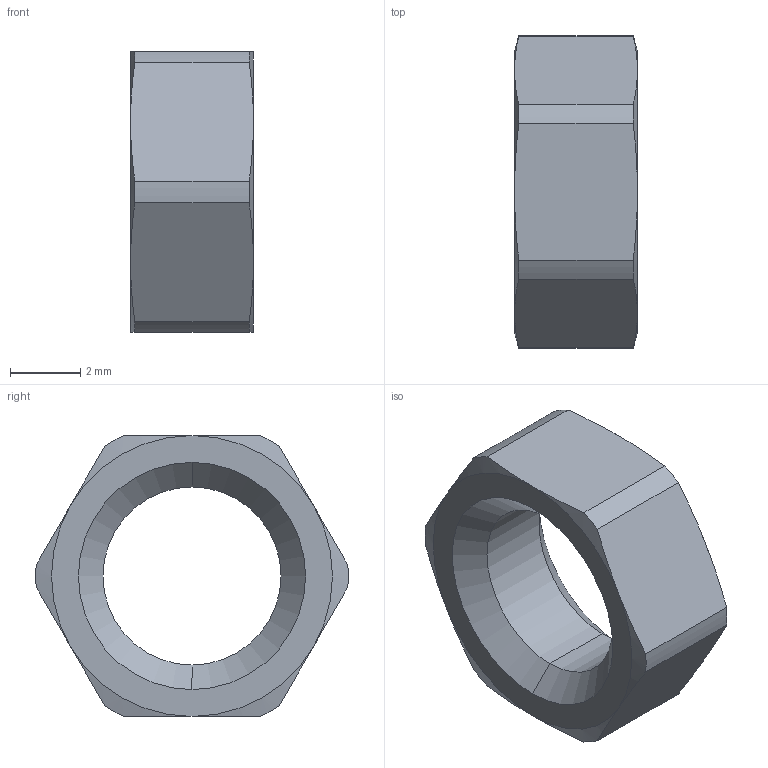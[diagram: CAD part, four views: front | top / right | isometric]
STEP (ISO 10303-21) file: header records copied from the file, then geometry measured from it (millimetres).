
FILE_DESCRIPTION (( 'STEP AP203' ), '1' );
FILE_NAME ('D4306108.STEP', '2015-08-06T07:03:45', ( '' ), ( '' ), 'SwSTEP 2.0', 'SolidWorks 2015', '' );
FILE_SCHEMA (( 'CONFIG_CONTROL_DESIGN' ));
Length unit declared in the file: millimetre
Products named in the file (1): D4306108
Bounding box: 3.5 x 8.9 x 8 mm (x, y, z)
Volume: 113.3 mm3; surface area: 206.3 mm2
Topology: 1 solids, 1 shells, 32 faces, 74 edges, 44 vertices
Faces by surface type: cone 16, cylinder 8, plane 8
Entity records: 1007 total; most frequent: CARTESIAN_POINT 223, ORIENTED_EDGE 148, DIRECTION 148, EDGE_CURVE 74, AXIS2_PLACEMENT_3D 65, VERTEX_POINT 44, EDGE_LOOP 34, ADVANCED_FACE 32
